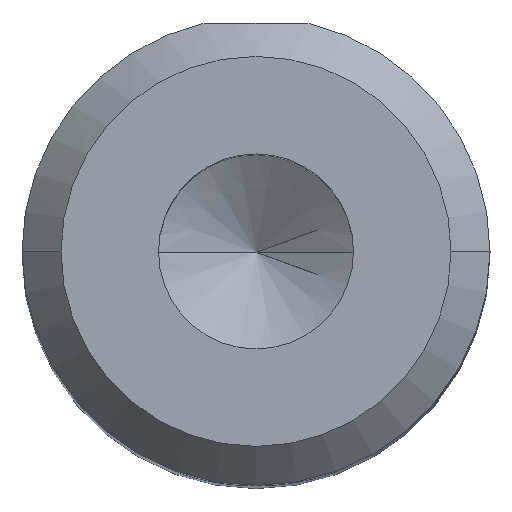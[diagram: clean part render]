
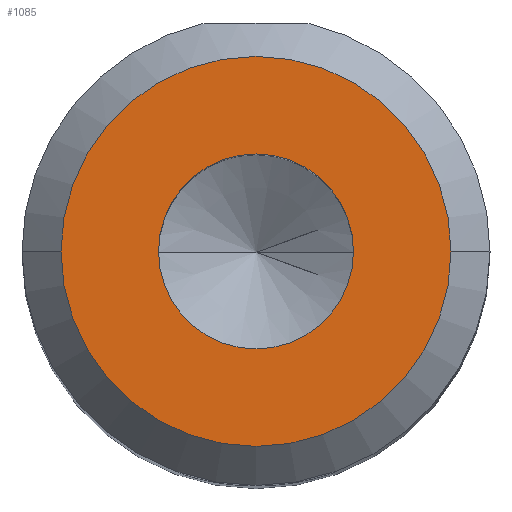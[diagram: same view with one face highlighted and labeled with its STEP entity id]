
A CAD part, top view. The second image highlights one B-rep face of the part: STEP entity #1085.
In plain terms, the highlighted planar face has unit normal (0, 0, 1).
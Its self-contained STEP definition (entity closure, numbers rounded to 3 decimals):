
#74 = DIRECTION ( 'NONE',  ( 0., 0., 1. ) ) ;
#76 = AXIS2_PLACEMENT_3D ( 'NONE', #1056, #478, #1155 ) ;
#128 = CARTESIAN_POINT ( 'NONE',  ( 2.5, 0., 25. ) ) ;
#151 = CIRCLE ( 'NONE', #76, 2.5 ) ;
#169 = CIRCLE ( 'NONE', #417, 5. ) ;
#217 = AXIS2_PLACEMENT_3D ( 'NONE', #263, #938, #357 ) ;
#263 = CARTESIAN_POINT ( 'NONE',  ( 0., 0., 25. ) ) ;
#270 = CARTESIAN_POINT ( 'NONE',  ( 0., 0., 25. ) ) ;
#328 = CARTESIAN_POINT ( 'NONE',  ( 5., 0., 25. ) ) ;
#339 = VERTEX_POINT ( 'NONE', #128 ) ;
#343 = EDGE_LOOP ( 'NONE', ( #603, #1013 ) ) ;
#352 = DIRECTION ( 'NONE',  ( 0., 0., 1. ) ) ;
#357 = DIRECTION ( 'NONE',  ( 1., 0., 0. ) ) ;
#367 = DIRECTION ( 'NONE',  ( 1., 0., 0. ) ) ;
#417 = AXIS2_PLACEMENT_3D ( 'NONE', #659, #74, #749 ) ;
#422 = VERTEX_POINT ( 'NONE', #328 ) ;
#439 = ORIENTED_EDGE ( 'NONE', *, *, #836, .T. ) ;
#478 = DIRECTION ( 'NONE',  ( 0., 0., 1. ) ) ;
#502 = CARTESIAN_POINT ( 'NONE',  ( -5., 0., 25. ) ) ;
#506 = CIRCLE ( 'NONE', #217, 5. ) ;
#549 = AXIS2_PLACEMENT_3D ( 'NONE', #270, #947, #367 ) ;
#559 = CARTESIAN_POINT ( 'NONE',  ( -2.5, 0., 25. ) ) ;
#603 = ORIENTED_EDGE ( 'NONE', *, *, #1142, .F. ) ;
#640 = AXIS2_PLACEMENT_3D ( 'NONE', #646, #352, #1032 ) ;
#646 = CARTESIAN_POINT ( 'NONE',  ( 0., 0., 25. ) ) ;
#659 = CARTESIAN_POINT ( 'NONE',  ( 0., 0., 25. ) ) ;
#744 = VERTEX_POINT ( 'NONE', #502 ) ;
#749 = DIRECTION ( 'NONE',  ( 1., 0., 0. ) ) ;
#810 = FACE_BOUND ( 'NONE', #343, .T. ) ;
#824 = VERTEX_POINT ( 'NONE', #559 ) ;
#836 = EDGE_CURVE ( 'NONE', #422, #744, #506, .T. ) ;
#918 = EDGE_CURVE ( 'NONE', #824, #339, #151, .T. ) ;
#922 = CIRCLE ( 'NONE', #549, 2.5 ) ;
#935 = PLANE ( 'NONE',  #640 ) ;
#938 = DIRECTION ( 'NONE',  ( 0., 0., 1. ) ) ;
#947 = DIRECTION ( 'NONE',  ( 0., 0., 1. ) ) ;
#1013 = ORIENTED_EDGE ( 'NONE', *, *, #918, .F. ) ;
#1032 = DIRECTION ( 'NONE',  ( 1., 0., 0. ) ) ;
#1056 = CARTESIAN_POINT ( 'NONE',  ( 0., 0., 25. ) ) ;
#1085 = ADVANCED_FACE ( 'NONE', ( #1114, #810 ), #935, .T. ) ;
#1114 = FACE_OUTER_BOUND ( 'NONE', #1243, .T. ) ;
#1128 = EDGE_CURVE ( 'NONE', #744, #422, #169, .T. ) ;
#1142 = EDGE_CURVE ( 'NONE', #339, #824, #922, .T. ) ;
#1147 = ORIENTED_EDGE ( 'NONE', *, *, #1128, .T. ) ;
#1155 = DIRECTION ( 'NONE',  ( 1., 0., 0. ) ) ;
#1243 = EDGE_LOOP ( 'NONE', ( #1147, #439 ) ) ;
